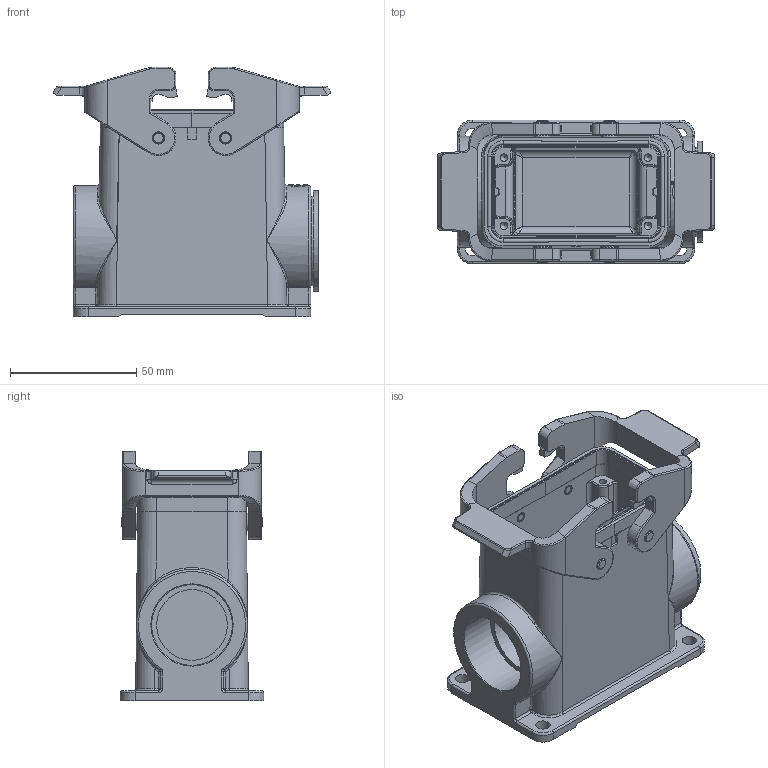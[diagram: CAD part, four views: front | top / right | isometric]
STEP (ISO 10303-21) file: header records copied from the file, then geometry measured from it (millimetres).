
FILE_DESCRIPTION((''),'2;1');
FILE_NAME('05628100270.stp','2020-07-17T10:29:56',('e.eickhoff'),(''),'Autodesk Inventor 2012','Autodesk Inventor 2012','');
FILE_SCHEMA(('AUTOMOTIVE_DESIGN { 1 0 10303 214 1 1 1 1 }'));
Length unit declared in the file: millimetre
Products named in the file (3): 05628100270; KBRM32
Assembly tree (2 placements, depth 2):
  05628100270
    05628100270
    KBRM32
Bounding box: 110 x 57 x 98.8 mm (x, y, z)
Volume: 148147.7 mm3; surface area: 63891.4 mm2
Topology: 4 solids, 5 shells, 950 faces, 2662 edges, 1978 vertices
Faces by surface type: plane 380, cylinder 270, bspline 193, torus 71, cone 28, sphere 8
Full cylindrical faces by diameter (mm): 2.95 x3, 3 x4, 4 x4, 4.8 x4, 5.6 x4, 7 x4, 28 x2, 32 x2, 32.5 x1, 35.5 x1, 40 x1
Entity records: 38803 total; most frequent: CARTESIAN_POINT 14376, ORIENTED_EDGE 4678, DIRECTION 4480, EDGE_CURVE 2339, AXIS2_PLACEMENT_3D 1564, VERTEX_POINT 1497, VECTOR 1352, LINE 1352
